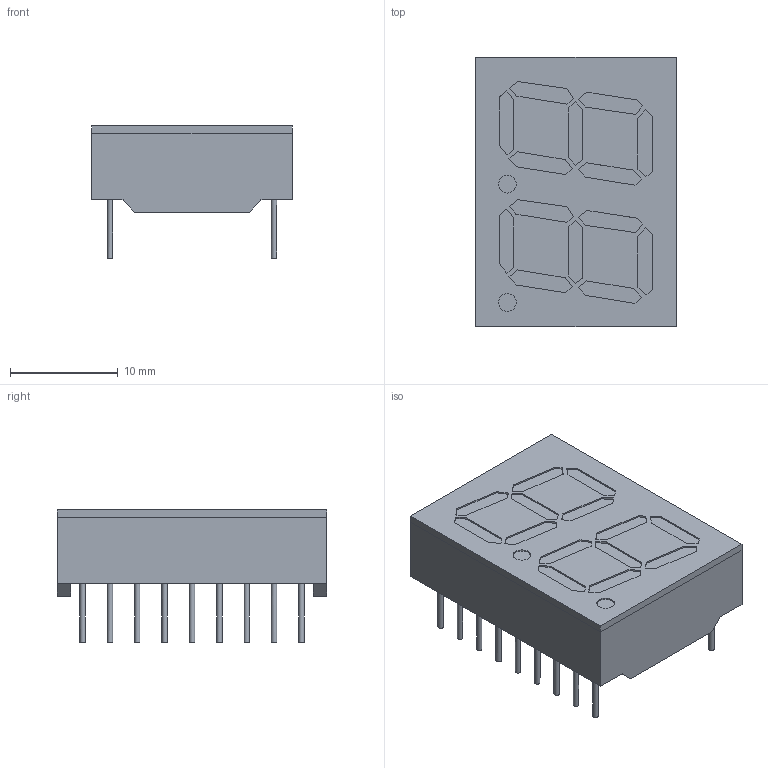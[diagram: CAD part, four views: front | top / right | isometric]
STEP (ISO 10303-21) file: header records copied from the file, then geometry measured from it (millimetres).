
FILE_DESCRIPTION(/* description */ ('Unknown'),/* implementation_level */ '2;1');
FILE_NAME(/* name */ 'JM60100-3CR',/* time_stamp */ '2023-06-16T15:54:25+02:00',/* author */ ('Unknown'),/* organization */ ('Unknown'),/* preprocessor_version */ 'ST-DEVELOPER v18.102',/* originating_system */ 'Solid Edge',/* authorisation */ 'Unknown');
FILE_SCHEMA (('AUTOMOTIVE_DESIGN {1 0 10303 214 3 1 1}'));
Length unit declared in the file: millimetre
Products named in the file (1): JM60100-3CR
Bounding box: 18.6 x 25 x 12.27 mm (x, y, z)
Volume: 3033 mm3; surface area: 1805.4 mm2
Topology: 1 solids, 1 shells, 164 faces, 430 edges, 284 vertices
Faces by surface type: plane 140, cylinder 24
Full cylindrical faces by diameter (mm): 0.5 x18, 1.642 x2
Entity records: 5923 total; most frequent: CARTESIAN_POINT 895, ORIENTED_EDGE 784, DIRECTION 748, EDGE_CURVE 392, LINE 330, VECTOR 330, VERTEX_POINT 266, AXIS2_PLACEMENT_3D 209
